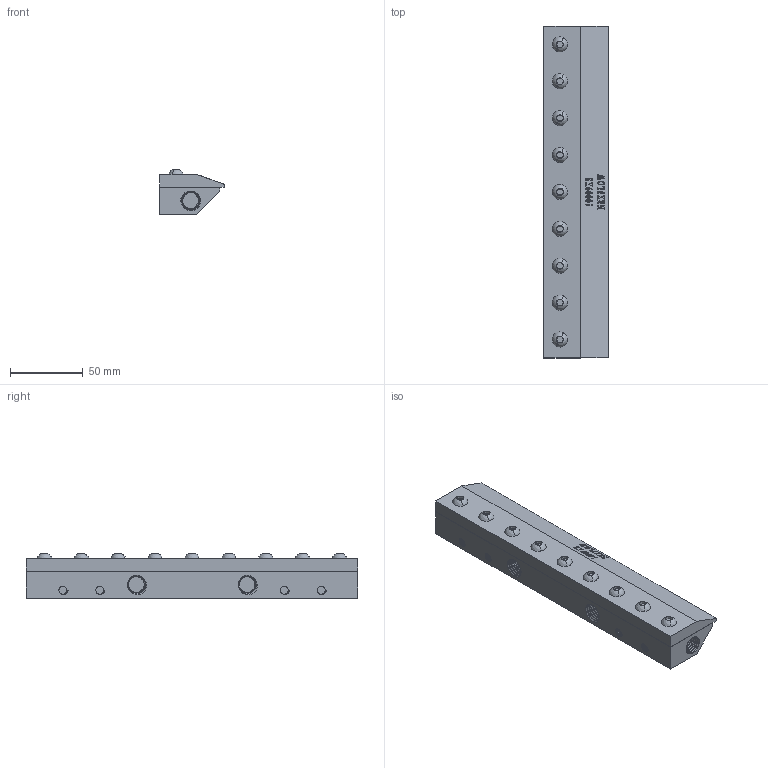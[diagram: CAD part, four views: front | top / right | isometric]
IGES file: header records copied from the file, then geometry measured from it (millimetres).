
Start section: START RECORD GO HERE.
Global section: file name: 10009XS_Mod.igs; native system: DASSAULT SYSTEMES CATIA V5 R20 - www.3ds.com; preprocessor: CATIA Version 5 Release 20 ; author: DESIGNENG; organization: DESIGNENG; date: 20150507.105137; units: millimetre
Bounding box: 44.45 x 228.6 x 30.76 mm (x, y, z)
Volume: 203968.3 mm3; surface area: 47158.6 mm2
Topology: 10 solids, 10 shells, 1943 faces, 5211 edges, 3325 vertices
Faces by surface type: bspline 869, revolution 487, plane 308, extrusion 279
